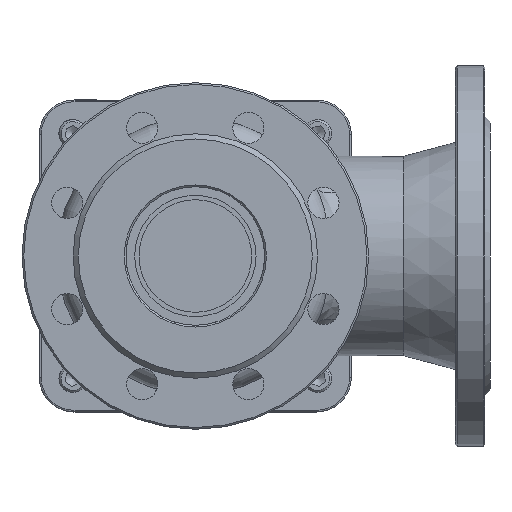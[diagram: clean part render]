
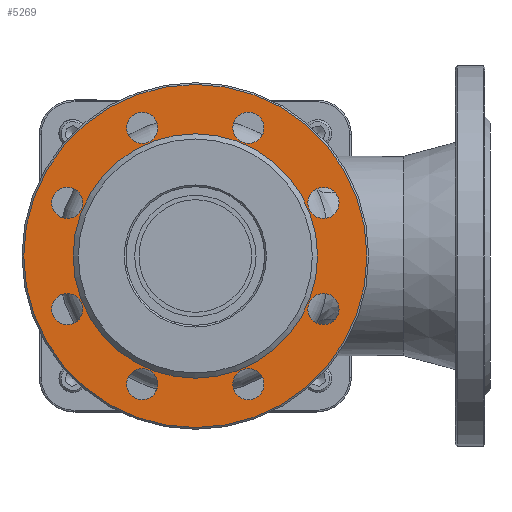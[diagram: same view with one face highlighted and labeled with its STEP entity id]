
A CAD part, front view. The second image highlights one B-rep face of the part: STEP entity #5269.
In plain terms, the highlighted planar face has unit normal (0, -1, 0).
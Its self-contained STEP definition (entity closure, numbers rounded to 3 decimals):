
#238=FACE_BOUND('',#938,.T.);
#239=FACE_BOUND('',#939,.T.);
#240=FACE_BOUND('',#940,.T.);
#241=FACE_BOUND('',#941,.T.);
#242=FACE_BOUND('',#942,.T.);
#243=FACE_BOUND('',#943,.T.);
#244=FACE_BOUND('',#944,.T.);
#245=FACE_BOUND('',#945,.T.);
#246=FACE_BOUND('',#946,.T.);
#337=PLANE('',#5896);
#570=FACE_OUTER_BOUND('',#937,.T.);
#937=EDGE_LOOP('',(#4029));
#938=EDGE_LOOP('',(#4030));
#939=EDGE_LOOP('',(#4031));
#940=EDGE_LOOP('',(#4032));
#941=EDGE_LOOP('',(#4033));
#942=EDGE_LOOP('',(#4034));
#943=EDGE_LOOP('',(#4035));
#944=EDGE_LOOP('',(#4036));
#945=EDGE_LOOP('',(#4037));
#946=EDGE_LOOP('',(#4038));
#1299=CIRCLE('',#5894,70.5);
#1301=CIRCLE('',#5897,99.);
#1302=CIRCLE('',#5898,9.);
#1303=CIRCLE('',#5899,9.);
#1304=CIRCLE('',#5900,9.);
#1305=CIRCLE('',#5901,9.);
#1306=CIRCLE('',#5902,9.);
#1307=CIRCLE('',#5903,9.);
#1308=CIRCLE('',#5904,9.);
#1309=CIRCLE('',#5905,9.);
#2358=VERTEX_POINT('',#9940);
#2360=VERTEX_POINT('',#9946);
#2361=VERTEX_POINT('',#9948);
#2362=VERTEX_POINT('',#9950);
#2363=VERTEX_POINT('',#9952);
#2364=VERTEX_POINT('',#9954);
#2365=VERTEX_POINT('',#9956);
#2366=VERTEX_POINT('',#9958);
#2367=VERTEX_POINT('',#9960);
#2368=VERTEX_POINT('',#9962);
#2945=EDGE_CURVE('',#2358,#2358,#1299,.T.);
#2948=EDGE_CURVE('',#2360,#2360,#1301,.T.);
#2949=EDGE_CURVE('',#2361,#2361,#1302,.T.);
#2950=EDGE_CURVE('',#2362,#2362,#1303,.T.);
#2951=EDGE_CURVE('',#2363,#2363,#1304,.T.);
#2952=EDGE_CURVE('',#2364,#2364,#1305,.T.);
#2953=EDGE_CURVE('',#2365,#2365,#1306,.T.);
#2954=EDGE_CURVE('',#2366,#2366,#1307,.T.);
#2955=EDGE_CURVE('',#2367,#2367,#1308,.T.);
#2956=EDGE_CURVE('',#2368,#2368,#1309,.T.);
#4029=ORIENTED_EDGE('',*,*,#2948,.F.);
#4030=ORIENTED_EDGE('',*,*,#2949,.F.);
#4031=ORIENTED_EDGE('',*,*,#2950,.F.);
#4032=ORIENTED_EDGE('',*,*,#2951,.F.);
#4033=ORIENTED_EDGE('',*,*,#2952,.F.);
#4034=ORIENTED_EDGE('',*,*,#2953,.F.);
#4035=ORIENTED_EDGE('',*,*,#2954,.F.);
#4036=ORIENTED_EDGE('',*,*,#2955,.F.);
#4037=ORIENTED_EDGE('',*,*,#2956,.F.);
#4038=ORIENTED_EDGE('',*,*,#2945,.F.);
#5269=ADVANCED_FACE('',(#570,#238,#239,#240,#241,#242,#243,#244,#245,#246),
#337,.F.);
#5894=AXIS2_PLACEMENT_3D('',#9941,#6963,#6964);
#5896=AXIS2_PLACEMENT_3D('',#9945,#6968,#6969);
#5897=AXIS2_PLACEMENT_3D('',#9947,#6970,#6971);
#5898=AXIS2_PLACEMENT_3D('',#9949,#6972,#6973);
#5899=AXIS2_PLACEMENT_3D('',#9951,#6974,#6975);
#5900=AXIS2_PLACEMENT_3D('',#9953,#6976,#6977);
#5901=AXIS2_PLACEMENT_3D('',#9955,#6978,#6979);
#5902=AXIS2_PLACEMENT_3D('',#9957,#6980,#6981);
#5903=AXIS2_PLACEMENT_3D('',#9959,#6982,#6983);
#5904=AXIS2_PLACEMENT_3D('',#9961,#6984,#6985);
#5905=AXIS2_PLACEMENT_3D('',#9963,#6986,#6987);
#6963=DIRECTION('center_axis',(0.,-1.,0.));
#6964=DIRECTION('ref_axis',(1.,0.,0.));
#6968=DIRECTION('center_axis',(0.,1.,0.));
#6969=DIRECTION('ref_axis',(0.,0.,1.));
#6970=DIRECTION('center_axis',(0.,1.,0.));
#6971=DIRECTION('ref_axis',(-1.,0.,0.));
#6972=DIRECTION('center_axis',(0.,-1.,0.));
#6973=DIRECTION('ref_axis',(-1.,0.,0.));
#6974=DIRECTION('center_axis',(0.,-1.,0.));
#6975=DIRECTION('ref_axis',(-1.,0.,0.));
#6976=DIRECTION('center_axis',(0.,-1.,0.));
#6977=DIRECTION('ref_axis',(-1.,0.,0.));
#6978=DIRECTION('center_axis',(0.,-1.,0.));
#6979=DIRECTION('ref_axis',(-1.,0.,0.));
#6980=DIRECTION('center_axis',(0.,-1.,0.));
#6981=DIRECTION('ref_axis',(-1.,0.,0.));
#6982=DIRECTION('center_axis',(0.,-1.,0.));
#6983=DIRECTION('ref_axis',(-1.,0.,0.));
#6984=DIRECTION('center_axis',(0.,-1.,0.));
#6985=DIRECTION('ref_axis',(-1.,0.,0.));
#6986=DIRECTION('center_axis',(0.,-1.,0.));
#6987=DIRECTION('ref_axis',(-1.,0.,0.));
#9940=CARTESIAN_POINT('',(-70.5,3.,0.));
#9941=CARTESIAN_POINT('Origin',(0.,3.,0.));
#9945=CARTESIAN_POINT('Origin',(0.,3.,0.));
#9946=CARTESIAN_POINT('',(99.,3.,0.));
#9947=CARTESIAN_POINT('Origin',(0.,3.,0.));
#9948=CARTESIAN_POINT('',(-21.615,3.,73.91));
#9949=CARTESIAN_POINT('Origin',(-30.615,3.,73.91));
#9950=CARTESIAN_POINT('',(-64.91,3.,30.615));
#9951=CARTESIAN_POINT('Origin',(-73.91,3.,30.615));
#9952=CARTESIAN_POINT('',(-64.91,3.,-30.615));
#9953=CARTESIAN_POINT('Origin',(-73.91,3.,-30.615));
#9954=CARTESIAN_POINT('',(-21.615,3.,-73.91));
#9955=CARTESIAN_POINT('Origin',(-30.615,3.,-73.91));
#9956=CARTESIAN_POINT('',(39.615,3.,-73.91));
#9957=CARTESIAN_POINT('Origin',(30.615,3.,-73.91));
#9958=CARTESIAN_POINT('',(82.91,3.,-30.615));
#9959=CARTESIAN_POINT('Origin',(73.91,3.,-30.615));
#9960=CARTESIAN_POINT('',(82.91,3.,30.615));
#9961=CARTESIAN_POINT('Origin',(73.91,3.,30.615));
#9962=CARTESIAN_POINT('',(39.615,3.,73.91));
#9963=CARTESIAN_POINT('Origin',(30.615,3.,73.91));
